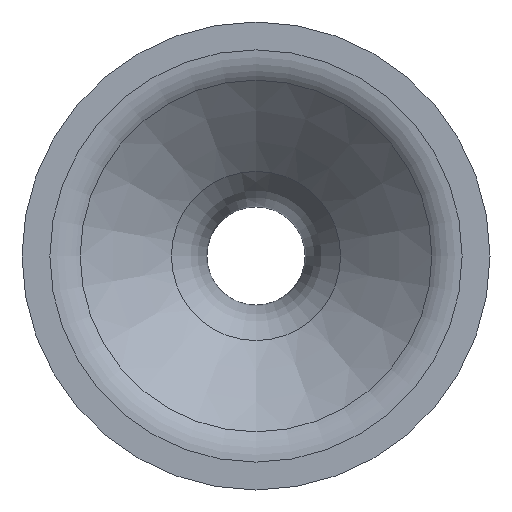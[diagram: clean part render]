
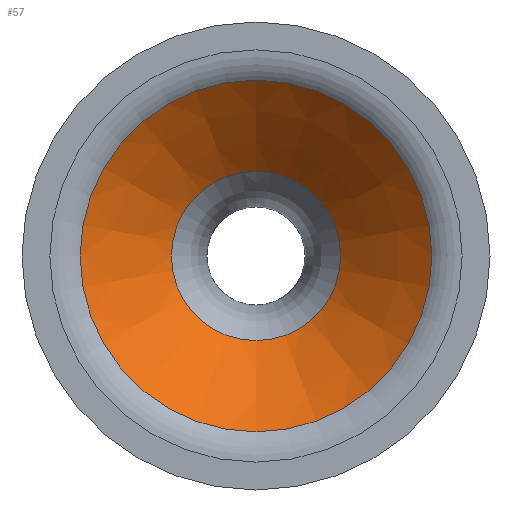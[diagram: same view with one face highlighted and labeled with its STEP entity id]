
A CAD part, left-side view. The second image highlights one B-rep face of the part: STEP entity #57.
In plain terms, the highlighted conical face has half-angle 47.102 degrees and reference radius 3.796 mm.
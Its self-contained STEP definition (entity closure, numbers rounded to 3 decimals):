
#57 = ADVANCED_FACE( '', ( #120, #121 ), #122, .F. );
#120 = FACE_OUTER_BOUND( '', #179, .T. );
#121 = FACE_BOUND( '', #180, .T. );
#122 = CONICAL_SURFACE( '', #181, 3.797, 0.822 );
#179 = EDGE_LOOP( '', ( #252 ) );
#180 = EDGE_LOOP( '', ( #253 ) );
#181 = AXIS2_PLACEMENT_3D( '', #254, #255, #256 );
#252 = ORIENTED_EDGE( '', *, *, #291, .T. );
#253 = ORIENTED_EDGE( '', *, *, #270, .F. );
#254 = CARTESIAN_POINT( '', ( 4.337, 0., 0. ) );
#255 = DIRECTION( '', ( -1., 0., 0. ) );
#256 = DIRECTION( '', ( 0., 0., 1. ) );
#270 = EDGE_CURVE( '', #296, #296, #297, .T. );
#291 = EDGE_CURVE( '', #328, #328, #329, .T. );
#296 = VERTEX_POINT( '', #335 );
#297 = CIRCLE( '', #336, 3.797 );
#328 = VERTEX_POINT( '', #367 );
#329 = CIRCLE( '', #368, 7.889 );
#335 = CARTESIAN_POINT( '', ( 4.337, 0., 3.797 ) );
#336 = AXIS2_PLACEMENT_3D( '', #373, #374, #375 );
#367 = CARTESIAN_POINT( '', ( 0.535, 0., 7.889 ) );
#368 = AXIS2_PLACEMENT_3D( '', #406, #407, #408 );
#373 = CARTESIAN_POINT( '', ( 4.337, 0., 0. ) );
#374 = DIRECTION( '', ( -1., 0., 0. ) );
#375 = DIRECTION( '', ( 0., 0., 1. ) );
#406 = CARTESIAN_POINT( '', ( 0.535, 0., 0. ) );
#407 = DIRECTION( '', ( -1., 0., 0. ) );
#408 = DIRECTION( '', ( 0., 0., 1. ) );
